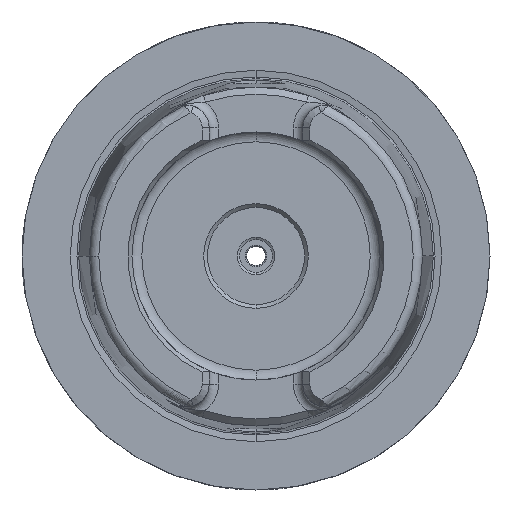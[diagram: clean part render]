
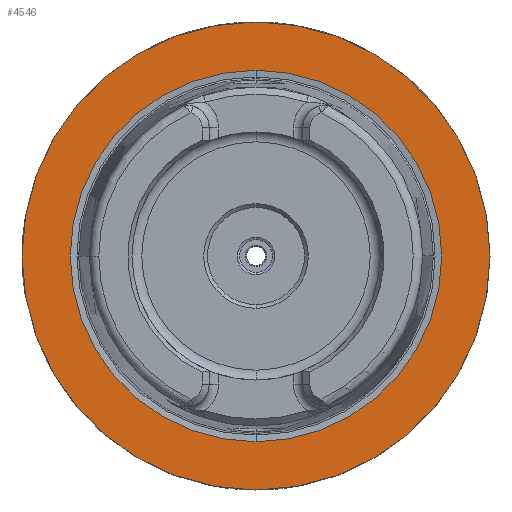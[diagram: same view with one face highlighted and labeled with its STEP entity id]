
A CAD part, left-side view. The second image highlights one B-rep face of the part: STEP entity #4546.
In plain terms, the highlighted planar face has unit normal (-1, 0, 0).
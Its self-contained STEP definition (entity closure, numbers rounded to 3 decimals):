
#240 = CARTESIAN_POINT ( 'NONE',  ( 0., 0., -50. ) ) ;
#420 = CIRCLE ( 'NONE', #11628, 50. ) ;
#675 = DIRECTION ( 'NONE',  ( 0., 0., 1. ) ) ;
#785 = DIRECTION ( 'NONE',  ( -1., 0., 0. ) ) ;
#837 = AXIS2_PLACEMENT_3D ( 'NONE', #7478, #1624, #8456 ) ;
#939 = CARTESIAN_POINT ( 'NONE',  ( 0., 0., 50. ) ) ;
#1624 = DIRECTION ( 'NONE',  ( -1., 0., 0. ) ) ;
#1733 = CARTESIAN_POINT ( 'NONE',  ( 0., 0., 0. ) ) ;
#1780 = EDGE_CURVE ( 'NONE', #2959, #3581, #6763, .T. ) ;
#1923 = DIRECTION ( 'NONE',  ( -1., 0., 0. ) ) ;
#2091 = EDGE_CURVE ( 'NONE', #8398, #10593, #3972, .T. ) ;
#2733 = DIRECTION ( 'NONE',  ( 0., 0., -1. ) ) ;
#2746 = CIRCLE ( 'NONE', #7505, 39.682 ) ;
#2792 = ORIENTED_EDGE ( 'NONE', *, *, #5233, .F. ) ;
#2959 = VERTEX_POINT ( 'NONE', #240 ) ;
#3581 = VERTEX_POINT ( 'NONE', #939 ) ;
#3972 = CIRCLE ( 'NONE', #837, 39.682 ) ;
#4049 = AXIS2_PLACEMENT_3D ( 'NONE', #7772, #1923, #8753 ) ;
#4284 = ORIENTED_EDGE ( 'NONE', *, *, #12360, .T. ) ;
#4546 = ADVANCED_FACE ( 'NONE', ( #12371, #12068 ), #10421, .F. ) ;
#5233 = EDGE_CURVE ( 'NONE', #10593, #8398, #2746, .T. ) ;
#6541 = DIRECTION ( 'NONE',  ( -1., 0., 0. ) ) ;
#6652 = CARTESIAN_POINT ( 'NONE',  ( 0., 0., 0. ) ) ;
#6763 = CIRCLE ( 'NONE', #4049, 50. ) ;
#7091 = CARTESIAN_POINT ( 'NONE',  ( 0., 0., 39.682 ) ) ;
#7096 = AXIS2_PLACEMENT_3D ( 'NONE', #1733, #8565, #2733 ) ;
#7478 = CARTESIAN_POINT ( 'NONE',  ( 0., 0., 0. ) ) ;
#7505 = AXIS2_PLACEMENT_3D ( 'NONE', #6652, #785, #7630 ) ;
#7630 = DIRECTION ( 'NONE',  ( 0., 0., 1. ) ) ;
#7772 = CARTESIAN_POINT ( 'NONE',  ( 0., 0., 0. ) ) ;
#8019 = CARTESIAN_POINT ( 'NONE',  ( 0., 0., -39.682 ) ) ;
#8398 = VERTEX_POINT ( 'NONE', #7091 ) ;
#8456 = DIRECTION ( 'NONE',  ( 0., 0., 1. ) ) ;
#8565 = DIRECTION ( 'NONE',  ( 1., 0., 0. ) ) ;
#8622 = ORIENTED_EDGE ( 'NONE', *, *, #1780, .T. ) ;
#8753 = DIRECTION ( 'NONE',  ( 0., 0., 1. ) ) ;
#10048 = ORIENTED_EDGE ( 'NONE', *, *, #2091, .F. ) ;
#10421 = PLANE ( 'NONE',  #7096 ) ;
#10593 = VERTEX_POINT ( 'NONE', #8019 ) ;
#11628 = AXIS2_PLACEMENT_3D ( 'NONE', #12339, #6541, #675 ) ;
#11646 = EDGE_LOOP ( 'NONE', ( #4284, #8622 ) ) ;
#11997 = EDGE_LOOP ( 'NONE', ( #10048, #2792 ) ) ;
#12068 = FACE_BOUND ( 'NONE', #11997, .T. ) ;
#12339 = CARTESIAN_POINT ( 'NONE',  ( 0., 0., 0. ) ) ;
#12360 = EDGE_CURVE ( 'NONE', #3581, #2959, #420, .T. ) ;
#12371 = FACE_OUTER_BOUND ( 'NONE', #11646, .T. ) ;
